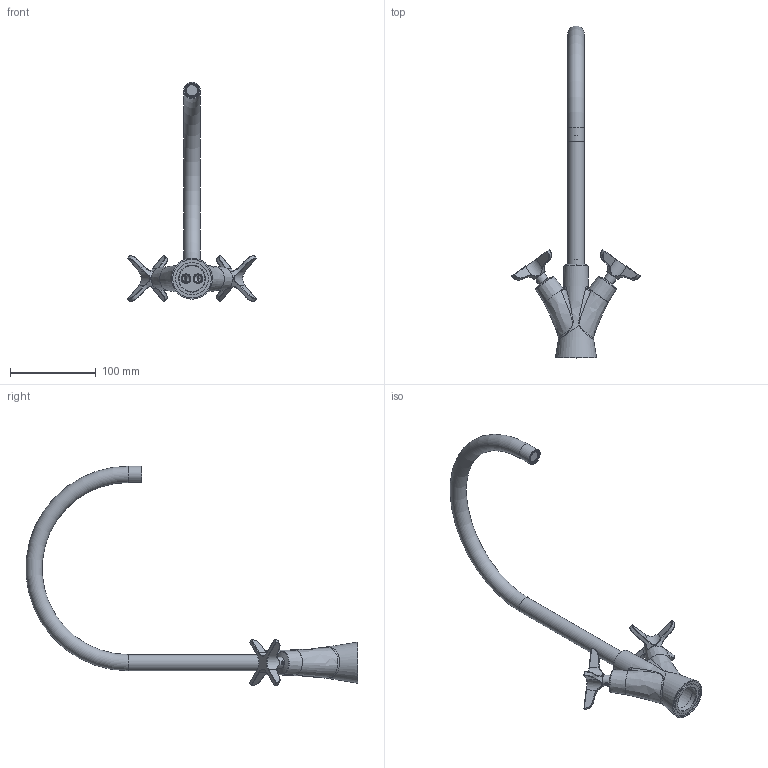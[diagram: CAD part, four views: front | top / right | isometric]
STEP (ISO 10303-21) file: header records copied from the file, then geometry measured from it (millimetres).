
FILE_DESCRIPTION (( 'STEP AP203' ), '1' );
FILE_NAME ('91EP06095.STEP', '2021-11-17T08:08:08', ( '' ), ( '' ), 'SwSTEP 2.0', 'SolidWorks 2021', '' );
FILE_SCHEMA (( 'CONFIG_CONTROL_DESIGN' ));
Length unit declared in the file: millimetre
Products named in the file (1): 91EP06095
Bounding box: 149.88 x 387.8 x 256.47 mm (x, y, z)
Volume: 137993.9 mm3; surface area: 112181.6 mm2
Topology: 11 solids, 11 shells, 516 faces, 1322 edges, 831 vertices
Faces by surface type: plane 230, cylinder 147, bspline 61, cone 44, torus 18, sphere 16
Full cylindrical faces by diameter (mm): 3.3 x4, 4 x2, 4.5 x2, 9 x4, 10 x2, 10.6 x2, 11 x1, 12.6 x2, 12.8 x2, 12.955 x1, 13 x3, 13.485 x1, 13.9 x1, 14.5 x1, 15 x2, 15.173 x1, 15.5 x1, 16.5 x1, 16.75 x1, 17 x2, 18 x1, 19 x6, 19.5 x1, 21.5 x3, 23 x10, 24.25 x2, 24.805 x2, 25.2 x2, 30.5 x1, 33 x1
Entity records: 25107 total; most frequent: CARTESIAN_POINT 14131, ORIENTED_EDGE 2246, DIRECTION 2106, EDGE_CURVE 1123, AXIS2_PLACEMENT_3D 838, VERTEX_POINT 766, EDGE_LOOP 655, FACE_OUTER_BOUND 576
